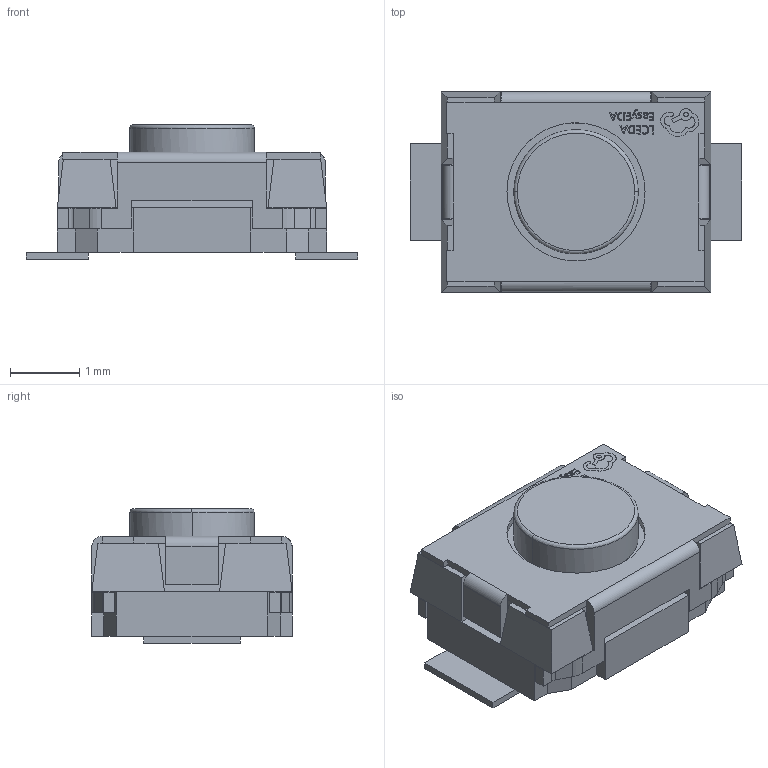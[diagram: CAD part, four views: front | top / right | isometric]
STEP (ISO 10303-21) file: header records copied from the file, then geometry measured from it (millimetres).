
FILE_DESCRIPTION(('Open CASCADE Model'),'2;1');
FILE_NAME('Open CASCADE Shape Model','2025-10-28T19:11:50',('Author'),( 'Open CASCADE'),'Open CASCADE STEP processor 7.9','Open CASCADE 7.9' ,'Unknown');
FILE_SCHEMA(('AUTOMOTIVE_DESIGN { 1 0 10303 214 1 1 1 1 }'));
Length unit declared in the file: millimetre
Products named in the file (1): COMPOUND
Bounding box: 4.8 x 2.9 x 1.95 mm (x, y, z)
Volume: 16.2 mm3; surface area: 66.2 mm2
Topology: 16 solids, 16 shells, 493 faces, 1248 edges, 796 vertices
Faces by surface type: bspline 493
Entity records: 18303 total; most frequent: CARTESIAN_POINT 6963, ORIENTED_EDGE 2496, EDGE_CURVE 1248, B_SPLINE_CURVE_WITH_KNOTS 1196, VERTEX_POINT 796, FACE_BOUND 514, EDGE_LOOP 514, PRESENTATION_STYLE_ASSIGNMENT 509
